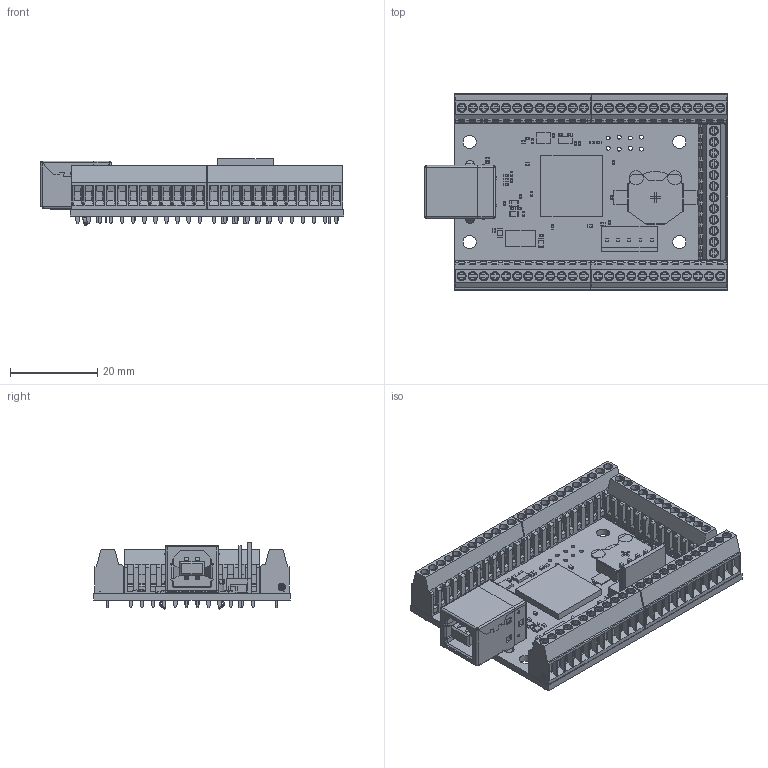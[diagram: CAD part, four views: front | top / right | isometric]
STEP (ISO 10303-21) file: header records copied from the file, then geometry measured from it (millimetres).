
FILE_DESCRIPTION(('Open CASCADE Model'),'2;1');
FILE_NAME('Open CASCADE Shape Model','2011-07-12T19:19:42',('Author'),( 'Open CASCADE'),'Open CASCADE STEP processor 6.2','Open CASCADE 6.2' ,'Unknown');
FILE_SCHEMA(('AUTOMOTIVE_DESIGN { 1 0 10303 214 1 1 1 1 }'));
Length unit declared in the file: millimetre
Products named in the file (113): PCB; Board; R14; 452041424; Extruded; 452040912; R13; 452040784; C6; 426566512; 426566768; C1; 426566640; Q2; 544162816; C18; BAT1; 544163456; 544163584; 450179152; Cylinder; 450179272; 450179392; 544163968; 544164096; 544164224; 544164352; Q1; 525127536; IC2; 532851680; IC1; 532830560; R9; R8; R7; R6; R5; R4; R3 ...
Assembly tree (218 placements, depth 4):
  PCB
    Board
    R14
      452041424  x2
        Extruded
      452040912
        Extruded
    R13
      452040784  x2
        Extruded
      452040912
        Extruded
    C6
      426566512
        Extruded
      426566768  x2
        Extruded
    C1
      426566512
        Extruded
      426566640  x2
        Extruded
    Q2
      544162816
        Extruded
    C18
      426566512
        Extruded
      426566640  x2
        Extruded
    BAT1
      544163456
        Extruded
      544163584
        Extruded
      450179152
        Cylinder
      450179272
        Cylinder
      450179392
        Cylinder
      544163968
        Extruded
      544164096
        Extruded
      544164224  x2
        Extruded
      544164352  x2
        Extruded
    Q1
      525127536
        Extruded
    IC2
      532851680
        Extruded
    IC1
      532830560
        Extruded
    R9
      452040912
Bounding box: 69.31 x 44.9 x 15.19 mm (x, y, z)
Volume: 14148.5 mm3; surface area: 20886.4 mm2
Topology: 141 solids, 201 shells, 6018 faces, 15206 edges, 9961 vertices
Faces by surface type: plane 4539, cylinder 1188, cone 240, bspline 51
Full cylindrical faces by diameter (mm): 0.9 x8, 0.92 x4, 1 x5, 1.1 x60, 2.3 x2, 3 x4, 3.2 x2, 12 x1
Entity records: 151822 total; most frequent: CARTESIAN_POINT 50871, DIRECTION 17370, LINE 10900, VECTOR 10900, ORIENTED_EDGE 10108, PCURVE 10108, DEFINITIONAL_REPRESENTATION 10108, EDGE_CURVE 5054
